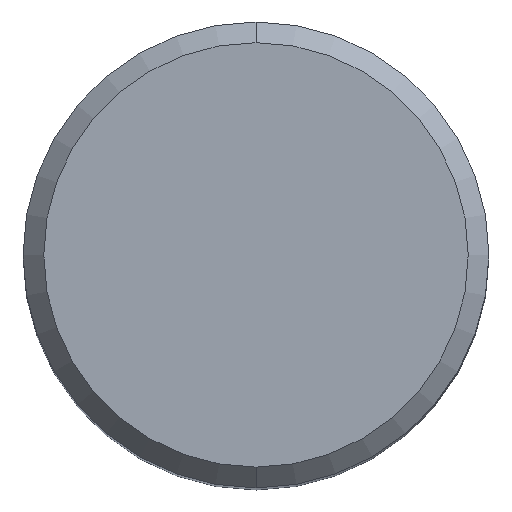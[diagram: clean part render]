
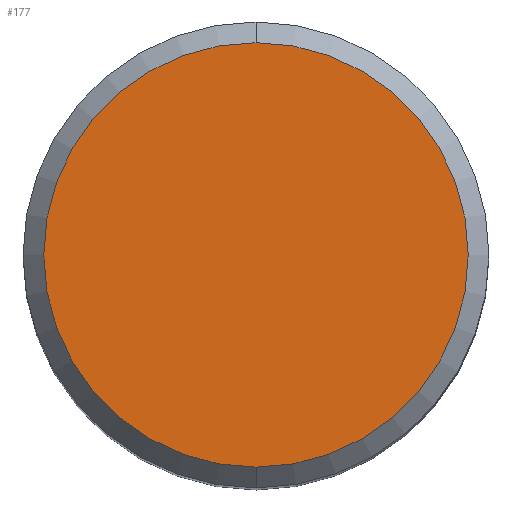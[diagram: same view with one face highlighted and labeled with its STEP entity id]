
A CAD part, top view. The second image highlights one B-rep face of the part: STEP entity #177.
In plain terms, the highlighted planar face has unit normal (0, 0, 1).
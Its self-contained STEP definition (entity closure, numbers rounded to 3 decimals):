
#137=EDGE_CURVE('',#171,#157,#294,.T.);
#147=EDGE_CURVE('',#157,#171,#305,.T.);
#157=VERTEX_POINT('',#317);
#171=VERTEX_POINT('',#335);
#177=ADVANCED_FACE('',(#341),#342,.T.);
#294=CIRCLE('',#466,8.2);
#305=CIRCLE('',#481,8.2);
#317=CARTESIAN_POINT('',(0.,-8.2,0.));
#335=CARTESIAN_POINT('',(0.0,8.2,0.));
#341=FACE_OUTER_BOUND('',#522,.T.);
#342=PLANE('',#523);
#466=AXIS2_PLACEMENT_3D('',#659,#660,#661);
#481=AXIS2_PLACEMENT_3D('',#674,#675,#676);
#522=EDGE_LOOP('',(#730,#731));
#523=AXIS2_PLACEMENT_3D('',#732,#733,#734);
#659=CARTESIAN_POINT('',(0.0,0.0,0.));
#660=DIRECTION('',(0.0,0.0,-1.0));
#661=DIRECTION('',(0.0,1.0,0.0));
#674=CARTESIAN_POINT('',(0.0,0.0,0.));
#675=DIRECTION('',(0.0,0.0,-1.0));
#676=DIRECTION('',(0.0,1.0,0.0));
#730=ORIENTED_EDGE('',*,*,#137,.F.);
#731=ORIENTED_EDGE('',*,*,#147,.F.);
#732=CARTESIAN_POINT('',(0.0,4.1,0.));
#733=DIRECTION('',(-0.0,0.0,1.0));
#734=DIRECTION('',(0.0,-1.0,0.0));
